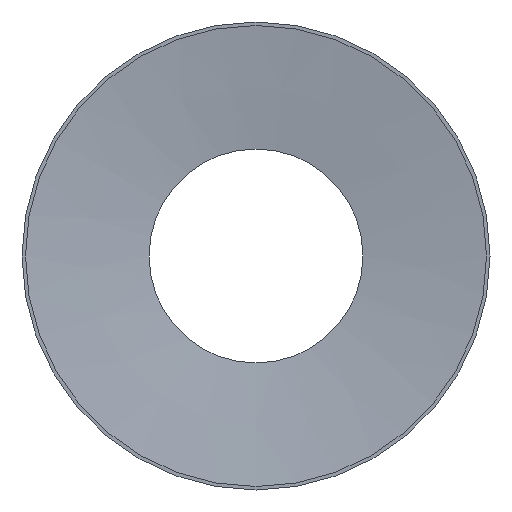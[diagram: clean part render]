
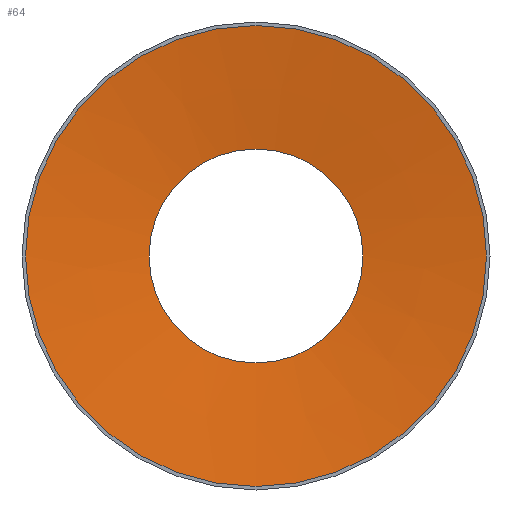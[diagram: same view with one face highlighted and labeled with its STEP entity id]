
A CAD part, front view. The second image highlights one B-rep face of the part: STEP entity #64.
In plain terms, the highlighted conical face has half-angle 82.246 degrees and reference radius 1.6 mm.
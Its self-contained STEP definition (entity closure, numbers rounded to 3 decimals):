
#9 = ORIENTED_EDGE ( 'NONE', *, *, #145, .F. ) ;
#11 = FACE_OUTER_BOUND ( 'NONE', #49, .T. ) ;
#16 = FACE_BOUND ( 'NONE', #48, .T. ) ;
#18 = CIRCLE ( 'NONE', #161, 1.6 ) ;
#30 = ORIENTED_EDGE ( 'NONE', *, *, #153, .T. ) ;
#41 = CONICAL_SURFACE ( 'NONE', #160, 1.6, 1.435 ) ;
#48 = EDGE_LOOP ( 'NONE', ( #9 ) ) ;
#49 = EDGE_LOOP ( 'NONE', ( #30 ) ) ;
#51 = CIRCLE ( 'NONE', #165, 3.448 ) ;
#64 = ADVANCED_FACE ( 'NONE', ( #11, #16 ), #41, .F. ) ;
#73 = CARTESIAN_POINT ( 'NONE',  ( 0., 0.252, 0. ) ) ;
#79 = DIRECTION ( 'NONE',  ( 0., -1., 0. ) ) ;
#86 = DIRECTION ( 'NONE',  ( 0., -1., 0. ) ) ;
#95 = DIRECTION ( 'NONE',  ( 0., 0., -1. ) ) ;
#99 = CARTESIAN_POINT ( 'NONE',  ( 0., 0.252, 0. ) ) ;
#102 = DIRECTION ( 'NONE',  ( 0., 0., -1. ) ) ;
#108 = CARTESIAN_POINT ( 'NONE',  ( 0., 0., 0. ) ) ;
#114 = VERTEX_POINT ( 'NONE', #118 ) ;
#116 = DIRECTION ( 'NONE',  ( 0., -1., 0. ) ) ;
#117 = DIRECTION ( 'NONE',  ( 0., 0., -1. ) ) ;
#118 = CARTESIAN_POINT ( 'NONE',  ( 0., 0.252, -1.6 ) ) ;
#126 = VERTEX_POINT ( 'NONE', #127 ) ;
#127 = CARTESIAN_POINT ( 'NONE',  ( 0., 0., -3.448 ) ) ;
#145 = EDGE_CURVE ( 'NONE', #114, #114, #18, .T. ) ;
#153 = EDGE_CURVE ( 'NONE', #126, #126, #51, .T. ) ;
#160 = AXIS2_PLACEMENT_3D ( 'NONE', #99, #79, #95 ) ;
#161 = AXIS2_PLACEMENT_3D ( 'NONE', #73, #86, #102 ) ;
#165 = AXIS2_PLACEMENT_3D ( 'NONE', #108, #116, #117 ) ;
